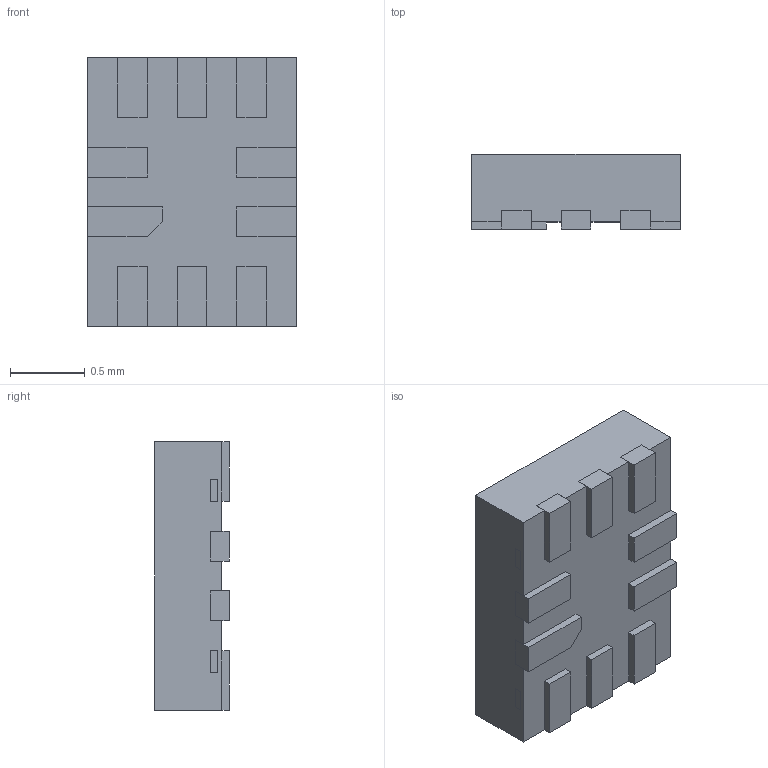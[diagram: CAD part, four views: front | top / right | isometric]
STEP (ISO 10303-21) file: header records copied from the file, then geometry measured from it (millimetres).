
FILE_DESCRIPTION (( 'STEP AP214' ), '1' );
FILE_NAME ('SOT1160-1.STEP', '2020-09-17T19:24:56', ( '' ), ( '' ), 'SwSTEP 2.0', 'SolidWorks 2017', '' );
FILE_SCHEMA (( 'AUTOMOTIVE_DESIGN' ));
Length unit declared in the file: millimetre
Products named in the file (1): SOT1160-1
Bounding box: 1.4 x 0.5 x 1.8 mm (x, y, z)
Volume: 1.2 mm3; surface area: 12.3 mm2
Topology: 16 solids, 16 shells, 160 faces, 368 edges, 245 vertices
Faces by surface type: plane 156, cylinder 4
Entity records: 4601 total; most frequent: CARTESIAN_POINT 774, ORIENTED_EDGE 736, DIRECTION 698, EDGE_CURVE 368, VECTOR 360, LINE 360, VERTEX_POINT 245, AXIS2_PLACEMENT_3D 169
